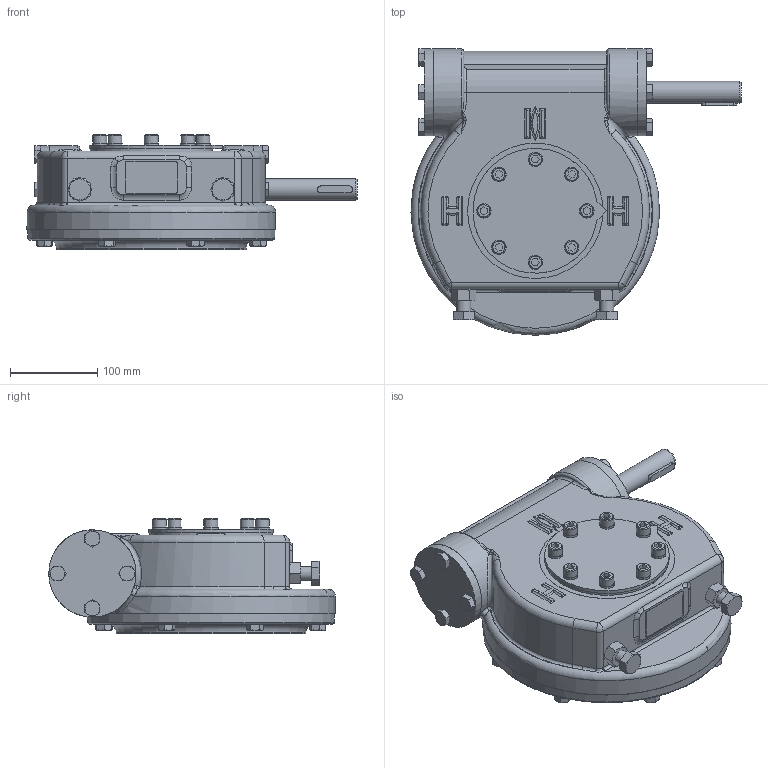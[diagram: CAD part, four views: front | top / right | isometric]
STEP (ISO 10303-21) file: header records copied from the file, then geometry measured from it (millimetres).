
FILE_DESCRIPTION(/* description */ ('Unknown'),/* implementation_level */ '2;1');
FILE_NAME(/* name */ 'PUB-IW5FB-MAN-F14',/* time_stamp */ '2016-06-27T08:24:11+01:00',/* author */ ('Unknown'),/* organization */ ('Unknown'),/* preprocessor_version */ 'ST-DEVELOPER v16',/* originating_system */ 'DEX',/* authorisation */ $);
FILE_SCHEMA (('AUTOMOTIVE_DESIGN {1 0 10303 214 3 1 1}'));
Length unit declared in the file: millimetre
Products named in the file (1): PUB-IW5FB-MAN-F14
Bounding box: 378.3 x 328.42 x 132.1 mm (x, y, z)
Surface area: 379912.2 mm2 (no closed solid volume)
Topology: 0 solids, 52 shells, 649 faces, 1752 edges, 1142 vertices
Faces by surface type: plane 318, cone 146, cylinder 83, bspline 71, torus 27, sphere 4
Full cylindrical faces by diameter (mm): 13.835 x4, 16 x10, 16.6 x8, 25 x1, 100 x5, 140 x1
Entity records: 32502 total; most frequent: CARTESIAN_POINT 16481, ORIENTED_EDGE 2905, DIRECTION 2802, EDGE_CURVE 1660, VERTEX_POINT 1125, AXIS2_PLACEMENT_3D 1064, EDGE_LOOP 821, FACE_BOUND 821
